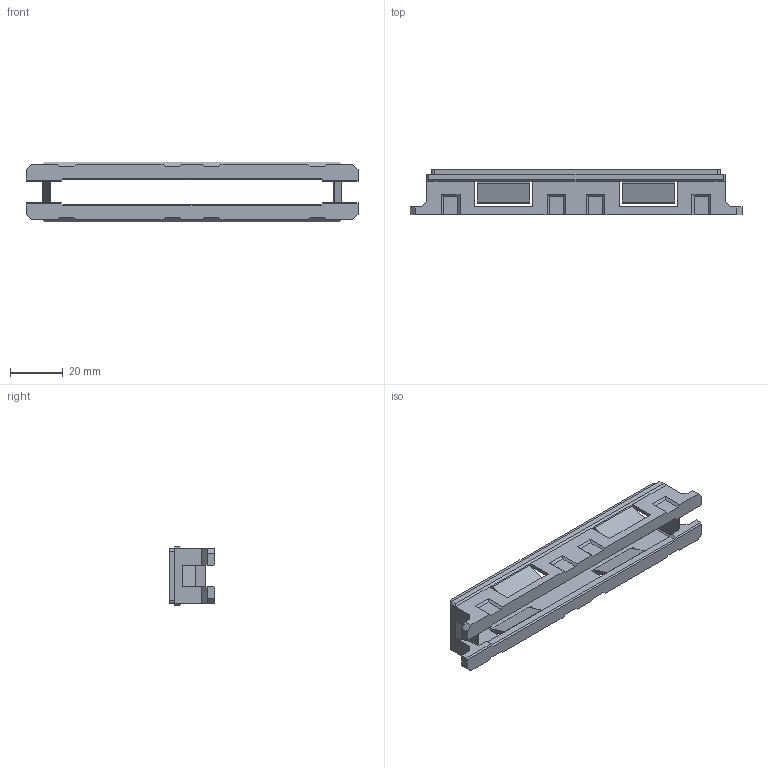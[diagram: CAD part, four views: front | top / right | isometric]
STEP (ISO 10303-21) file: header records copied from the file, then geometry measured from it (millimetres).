
FILE_DESCRIPTION(/* description */ (''),/* implementation_level */ '2;1');
FILE_NAME(/* name */ 'TinyNES_Cart_Guide.step',/* time_stamp */ '2022-01-17T22:16:28-05:00',/* author */ (''),/* organization */ (''),/* preprocessor_version */ 'ST-DEVELOPER v18.1',/* originating_system */ 'Autodesk Translation Framework v10.10.0.1391',/* authorisation */ '');
FILE_SCHEMA (('AUTOMOTIVE_DESIGN { 1 0 10303 214 3 1 1 }'));
Length unit declared in the file: millimetre
Products named in the file (1): TinyNES_Cart_Guide
Bounding box: 126 x 17.4 x 22.6 mm (x, y, z)
Volume: 9925.6 mm3; surface area: 12366.7 mm2
Topology: 1 solids, 1 shells, 156 faces, 442 edges, 280 vertices
Faces by surface type: plane 136, cylinder 16, torus 4
Entity records: 4983 total; most frequent: ORIENTED_EDGE 884, CARTESIAN_POINT 879, DIRECTION 792, EDGE_CURVE 442, LINE 406, VECTOR 406, VERTEX_POINT 280, AXIS2_PLACEMENT_3D 193
